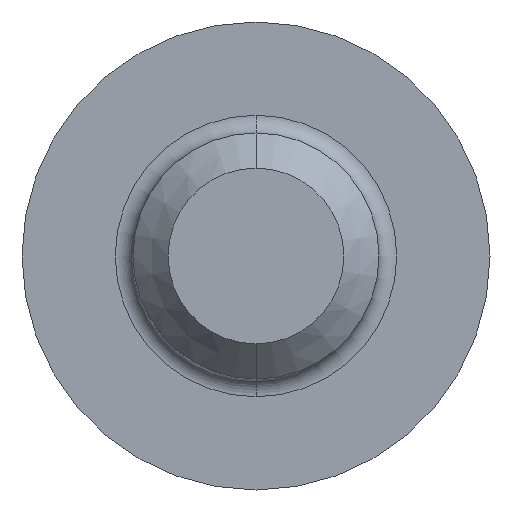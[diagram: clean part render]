
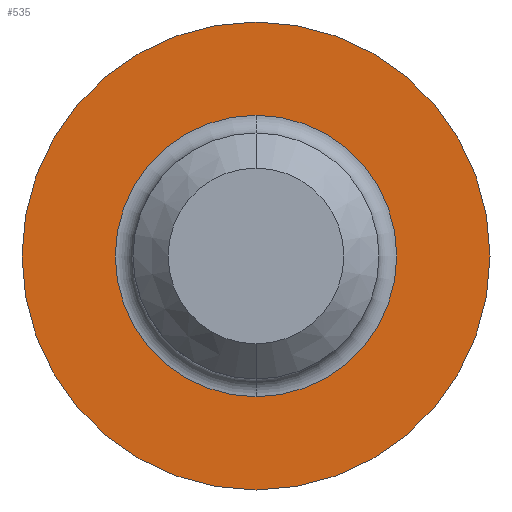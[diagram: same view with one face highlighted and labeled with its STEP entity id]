
A CAD part, front view. The second image highlights one B-rep face of the part: STEP entity #535.
In plain terms, the highlighted planar face has unit normal (0, -1, 0).
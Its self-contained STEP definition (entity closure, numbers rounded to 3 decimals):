
#2 = DIRECTION ( 'NONE',  ( 0., -1., 0. ) ) ;
#3 = PLANE ( 'NONE',  #657 ) ;
#69 = EDGE_CURVE ( 'NONE', #438, #335, #894, .T. ) ;
#70 = ORIENTED_EDGE ( 'NONE', *, *, #306, .F. ) ;
#120 = VERTEX_POINT ( 'NONE', #1103 ) ;
#194 = CARTESIAN_POINT ( 'NONE',  ( 0., 0., 0. ) ) ;
#298 = CIRCLE ( 'NONE', #505, 2.383 ) ;
#306 = EDGE_CURVE ( 'NONE', #495, #120, #298, .T. ) ;
#313 = AXIS2_PLACEMENT_3D ( 'NONE', #530, #855, #465 ) ;
#335 = VERTEX_POINT ( 'NONE', #996 ) ;
#373 = CIRCLE ( 'NONE', #313, 3.962 ) ;
#379 = AXIS2_PLACEMENT_3D ( 'NONE', #1001, #390, #496 ) ;
#390 = DIRECTION ( 'NONE',  ( 0., -1., 0. ) ) ;
#410 = EDGE_CURVE ( 'NONE', #120, #495, #1196, .T. ) ;
#438 = VERTEX_POINT ( 'NONE', #1058 ) ;
#465 = DIRECTION ( 'NONE',  ( 0., 0., -1. ) ) ;
#495 = VERTEX_POINT ( 'NONE', #1303 ) ;
#496 = DIRECTION ( 'NONE',  ( 0., 0., -1. ) ) ;
#498 = FACE_OUTER_BOUND ( 'NONE', #1307, .T. ) ;
#505 = AXIS2_PLACEMENT_3D ( 'NONE', #799, #2, #1210 ) ;
#509 = DIRECTION ( 'NONE',  ( 0., -1., 0. ) ) ;
#516 = ORIENTED_EDGE ( 'NONE', *, *, #69, .T. ) ;
#530 = CARTESIAN_POINT ( 'NONE',  ( 0., 0., 0. ) ) ;
#535 = ADVANCED_FACE ( 'NONE', ( #693, #498 ), #3, .T. ) ;
#559 = DIRECTION ( 'NONE',  ( 0., 0., -1. ) ) ;
#657 = AXIS2_PLACEMENT_3D ( 'NONE', #194, #509, #1316 ) ;
#693 = FACE_BOUND ( 'NONE', #1141, .T. ) ;
#785 = AXIS2_PLACEMENT_3D ( 'NONE', #965, #1095, #559 ) ;
#799 = CARTESIAN_POINT ( 'NONE',  ( 0., 0., 0. ) ) ;
#855 = DIRECTION ( 'NONE',  ( 0., -1., 0. ) ) ;
#894 = CIRCLE ( 'NONE', #379, 3.962 ) ;
#915 = ORIENTED_EDGE ( 'NONE', *, *, #410, .F. ) ;
#953 = ORIENTED_EDGE ( 'NONE', *, *, #1235, .T. ) ;
#965 = CARTESIAN_POINT ( 'NONE',  ( 0., 0., 0. ) ) ;
#996 = CARTESIAN_POINT ( 'NONE',  ( 0., 0., 3.962 ) ) ;
#1001 = CARTESIAN_POINT ( 'NONE',  ( 0., 0., 0. ) ) ;
#1058 = CARTESIAN_POINT ( 'NONE',  ( 0., 0., -3.962 ) ) ;
#1095 = DIRECTION ( 'NONE',  ( 0., -1., 0. ) ) ;
#1103 = CARTESIAN_POINT ( 'NONE',  ( 0., 0., 2.383 ) ) ;
#1141 = EDGE_LOOP ( 'NONE', ( #70, #915 ) ) ;
#1196 = CIRCLE ( 'NONE', #785, 2.383 ) ;
#1210 = DIRECTION ( 'NONE',  ( 0., 0., -1. ) ) ;
#1235 = EDGE_CURVE ( 'NONE', #335, #438, #373, .T. ) ;
#1303 = CARTESIAN_POINT ( 'NONE',  ( 0., 0., -2.383 ) ) ;
#1307 = EDGE_LOOP ( 'NONE', ( #516, #953 ) ) ;
#1316 = DIRECTION ( 'NONE',  ( 0., 0., -1. ) ) ;
